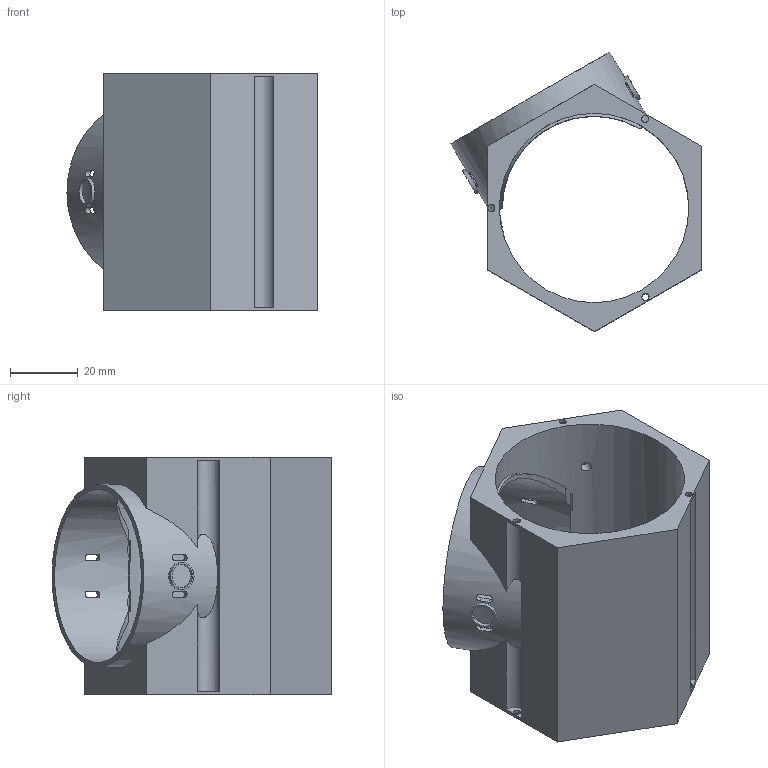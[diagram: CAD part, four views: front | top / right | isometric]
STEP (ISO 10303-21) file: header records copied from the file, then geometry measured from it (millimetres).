
FILE_DESCRIPTION(/* description */ ('STEP AP242','CAx-IF Rec.Pracs.---Representation and Presentation of Product Manufacturing Information (PMI)---4.0---2014-10-13','CAx-IF Rec.Pracs.---3D Tessellated Geometry---0.4---2014-09-14','2;1'),/* implementation_level */ '2;1');
FILE_NAME(/* name */ '6889b527269a444fc9259d81',/* time_stamp */ '2025-07-30T06:01:12Z',/* author */ (''),/* organization */ (''),/* preprocessor_version */ 'ST-DEVELOPER v20',/* originating_system */ 'ONSHAPE BY PTC INC, 1.201',/* authorisation */ ' ');
FILE_SCHEMA (('AP242_MANAGED_MODEL_BASED_3D_ENGINEERING_MIM_LF { 1 0 10303 442 1 1 4 }'));
Length unit declared in the file: metre
Products named in the file (1): Main Body
Bounding box: 73.63 x 82.34 x 70 mm (x, y, z)
Volume: 57062.1 mm3; surface area: 30526 mm2
Topology: 1 solids, 1 shells, 85 faces, 226 edges, 151 vertices
Faces by surface type: cylinder 43, plane 40, cone 2
Full cylindrical faces by diameter (mm): 2.1 x6, 2.3 x2, 3 x2, 6.9 x2, 8 x2, 51 x1, 54 x1, 55.749 x1
Entity records: 2786 total; most frequent: CARTESIAN_POINT 757, ORIENTED_EDGE 392, DIRECTION 382, EDGE_CURVE 196, EDGE_LOOP 144, FACE_BOUND 144, AXIS2_PLACEMENT_3D 143, VERTEX_POINT 142
